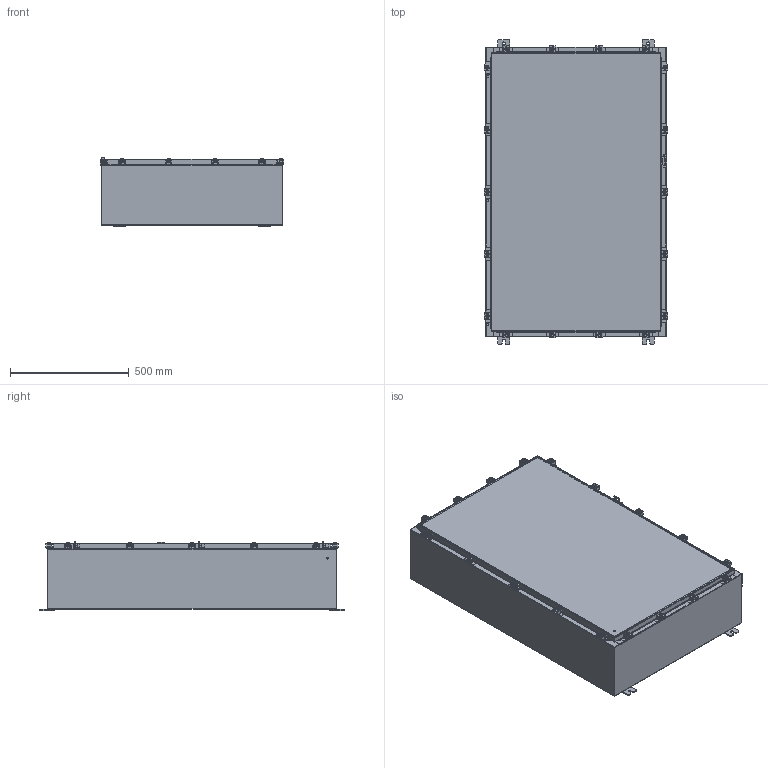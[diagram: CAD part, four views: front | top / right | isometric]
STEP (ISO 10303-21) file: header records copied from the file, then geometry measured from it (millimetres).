
FILE_DESCRIPTION (( 'STEP AP203' ), '1' );
FILE_NAME ('EX48H3010SSWP.STEP', '2015-04-06T16:47:18', ( 'changeme' ), ( 'Microsoft' ), 'SwSTEP 2.0', 'SolidWorks 2014', '' );
FILE_SCHEMA (( 'CONFIG_CONTROL_DESIGN' ));
Length unit declared in the file: inch
Products named in the file (25): EX48H3010SSWP Top; 22101002_RTP29; EX48H3010SSWP; 30X10 Clamp Bracket2; 22104005_DEFAULT_RTP30; EX48H3010SSWP Backpanel; N-WMT04X30402202210-00 22101002; Clamp Top_RTP31; EX48H3010SSWP Mounting Studs; N-WMT04X30402202210-00 22104005_DEFAULT; EX48H3010SSWP Clamp Assembly; Quarter-20 CD Stud; N-WMT04X30402202210-00 Clamp Top; EX48H3010SSWP Standard Clamps; EX48H3010SSWP Padlock Hasp; Special Clamp Assembly; EX48H3010SSWP Cover; EX48H3010SSWP Padlock Staple; EX48H3010SSWP Special Clamp; EX48H3010SSWP Body; EX48H3010SSWP Enclosure Stiffener; ATEX CLAMP HINGE BRAKET; EX48H3010SSWP Bottom; EX48H3010SSWP Clamp Bracket; HW-CLN-NH-20330
Assembly tree (53 placements, depth 4):
  EX48H3010SSWP
    EX48H3010SSWP Backpanel
    EX48H3010SSWP Mounting Studs  x6
    Quarter-20 CD Stud  x2
    EX48H3010SSWP Padlock Hasp
    EX48H3010SSWP Padlock Staple
    EX48H3010SSWP Enclosure Stiffener
    EX48H3010SSWP Standard Clamps  x15
      EX48H3010SSWP Clamp Bracket
      EX48H3010SSWP Clamp Assembly
        22101002_RTP29  x2
        22104005_DEFAULT_RTP30
        Clamp Top_RTP31
    EX48H3010SSWP Cover
    EX48H3010SSWP Body
    EX48H3010SSWP Bottom
    EX48H3010SSWP Top
    EX48H3010SSWP Special Clamp  x3
      30X10 Clamp Bracket2
      Special Clamp Assembly
        N-WMT04X30402202210-00 22101002  x2
        N-WMT04X30402202210-00 22104005_DEFAULT
        N-WMT04X30402202210-00 Clamp Top
    ATEX CLAMP HINGE BRAKET  x3
    HW-CLN-NH-20330  x4
Bounding box: 772.7 x 1282.7 x 290.9 mm (x, y, z)
Volume: 8462995.3 mm3; surface area: 8257113.4 mm2
Topology: 116 solids, 116 shells, 2878 faces, 7123 edges, 4530 vertices
Faces by surface type: plane 1525, cylinder 1123, cone 130, torus 86, bspline 14
Entity records: 24470 total; most frequent: CARTESIAN_POINT 4237, DIRECTION 3623, ORIENTED_EDGE 3370, EDGE_CURVE 1685, AXIS2_PLACEMENT_3D 1252, LINE 1119, VECTOR 1119, VERTEX_POINT 1022
